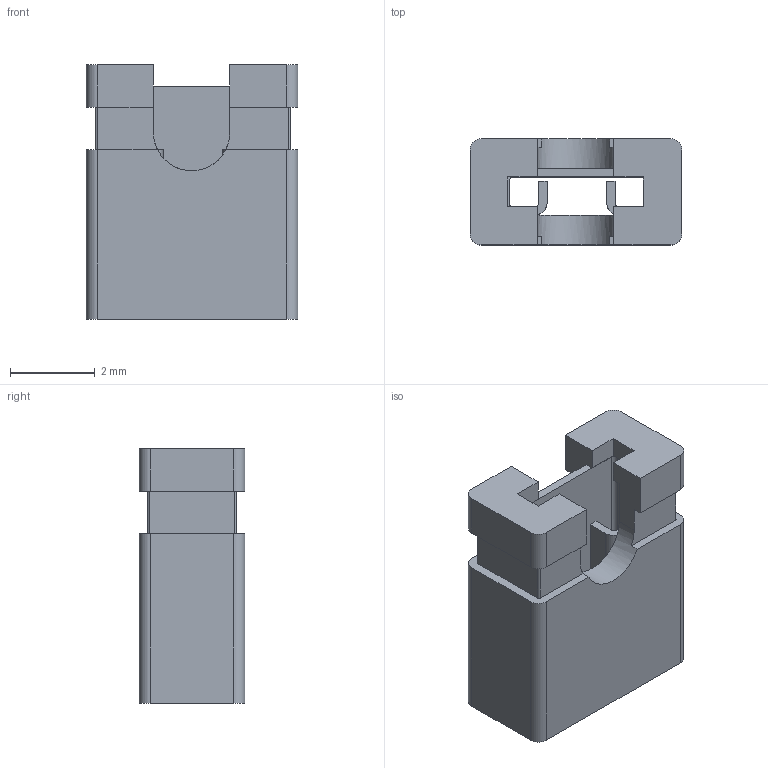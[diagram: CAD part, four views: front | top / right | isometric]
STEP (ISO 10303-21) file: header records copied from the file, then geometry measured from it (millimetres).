
FILE_DESCRIPTION(('FreeCAD Model'),'2;1');
FILE_NAME('jumper-cap-2.54mm.step','2016-07-22T12:33:11',(''),(''),'Open CASCADE STEP processor 6.8', 'FreeCAD','Unknown');
FILE_SCHEMA(('AUTOMOTIVE_DESIGN_CC2 { 1 2 10303 214 -1 1 5 4 }'));
Length unit declared in the file: inch
Products named in the file (2): ASSEMBLY; jumper-cap-2.54mm
Assembly tree (1 placements, depth 2):
  ASSEMBLY
    jumper-cap-2.54mm
Bounding box: 5 x 2.5 x 6 mm (x, y, z)
Volume: 49.6 mm3; surface area: 224 mm2
Topology: 1 solids, 1 shells, 108 faces, 316 edges, 208 vertices
Faces by surface type: plane 74, cylinder 34
Entity records: 8505 total; most frequent: CARTESIAN_POINT 1669, DIRECTION 1078, LINE 687, VECTOR 687, ORIENTED_EDGE 632, PCURVE 632, DEFINITIONAL_REPRESENTATION 632, EDGE_CURVE 316
